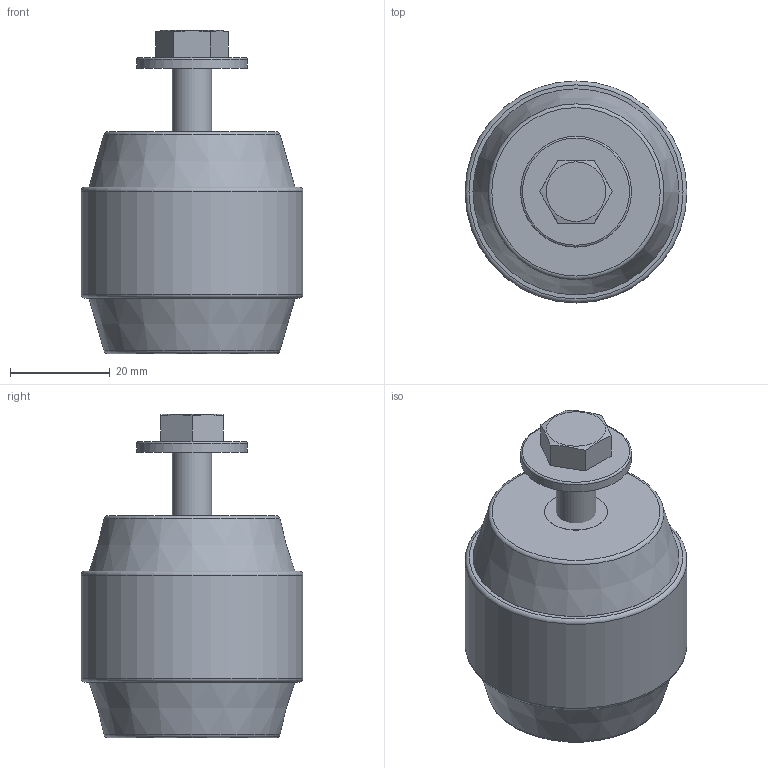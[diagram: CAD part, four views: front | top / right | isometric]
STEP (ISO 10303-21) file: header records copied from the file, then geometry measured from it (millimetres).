
FILE_DESCRIPTION(/* description */ (''),/* implementation_level */ '2;1');
FILE_NAME(/* name */ '2000v-KIT-Assembly.stp',/* time_stamp */ '2016-02-03T15:33:48-05:00',/* author */ ('tsmith'),/* organization */ (''),/* preprocessor_version */ 'ST-DEVELOPER v15.6',/* originating_system */ 'Autodesk Inventor 2015',/* authorisation */ '');
FILE_SCHEMA (('AUTOMOTIVE_DESIGN { 1 0 10303 214 3 1 1 }'));
Length unit declared in the file: inch
Products named in the file (4): 2000VSTANDOFF(insulator); .312 washer; HHCS516C-02; 2000v-KIT-Assembly
Assembly tree (3 placements, depth 2):
  2000v-KIT-Assembly
    2000VSTANDOFF(insulator)
    .312 washer
    HHCS516C-02
Bounding box: 44.45 x 44.45 x 64.74 mm (x, y, z)
Volume: 61891.5 mm3; surface area: 10226.6 mm2
Topology: 3 solids, 3 shells, 41 faces, 77 edges, 48 vertices
Faces by surface type: plane 18, cylinder 11, torus 6, cone 5, bspline 1
Full cylindrical faces by diameter (mm): 6.401 x2, 7.925 x1, 9.525 x1, 11.786 x1, 12.7 x2, 22.225 x1, 41.275 x2, 44.45 x1
Entity records: 1036 total; most frequent: CARTESIAN_POINT 207, DIRECTION 170, ORIENTED_EDGE 102, AXIS2_PLACEMENT_3D 79, EDGE_LOOP 71, EDGE_CURVE 51, VERTEX_POINT 44, FACE_OUTER_BOUND 41
